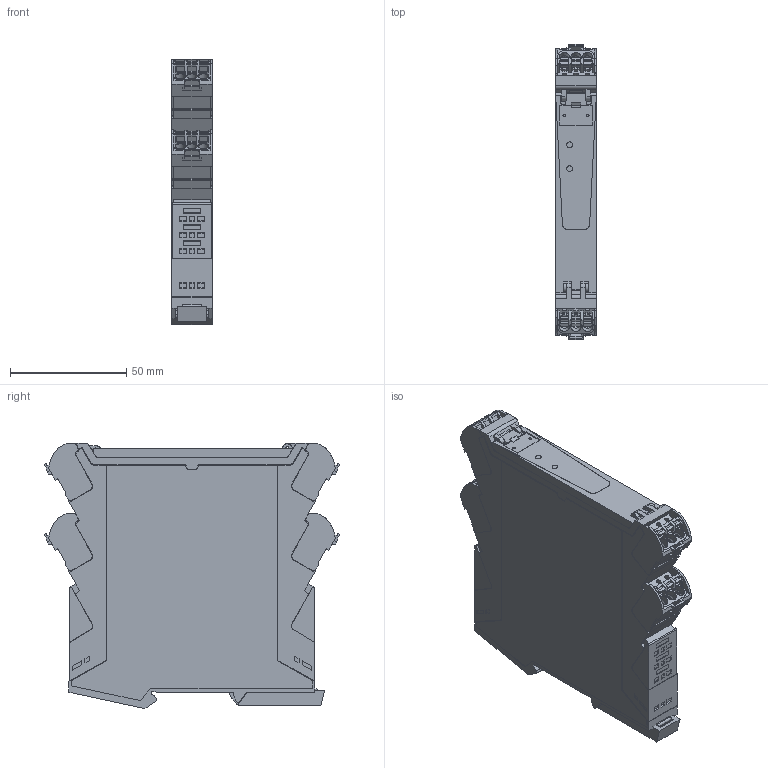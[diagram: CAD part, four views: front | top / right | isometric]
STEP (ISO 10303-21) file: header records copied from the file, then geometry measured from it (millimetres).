
FILE_DESCRIPTION(('CATIA V5 STEP Exchange','CAx-IF Rec.Pracs.--- Model Styling and Organization---1.4--- 2014-01-23'),'2;1');
FILE_NAME ('11112624_4_2489910000_ACT20P_CML_XXX_AO_RC_P.stp','2022-08-31T05:06:49+00:00',('none'),('Weidmueller'),'CATIA Version 5-6 Release 2016 SP3 HF44','CATIA V5 STEP AP214','none');
FILE_SCHEMA(('AUTOMOTIVE_DESIGN { 1 0 10303 214 1 1 1 1 }'));
Products named in the file (1): ACT20P_CML_XXX_AO_RC_P
Bounding box: 17.5 x 127.12 x 114.02 mm (x, y, z)
Volume: 203548.5 mm3; surface area: 57733.4 mm2
Topology: 45 solids, 45 shells, 2016 faces, 6113 edges, 4267 vertices
Faces by surface type: plane 1553, cylinder 294, extrusion 71, cone 68, torus 24, sphere 6
Entity records: 70222 total; most frequent: CARTESIAN_POINT 16305, ORIENTED_EDGE 12218, DIRECTION 8303, EDGE_CURVE 6109, VECTOR 4482, LINE 4411, VERTEX_POINT 4267, AXIS2_PLACEMENT_3D 2305
